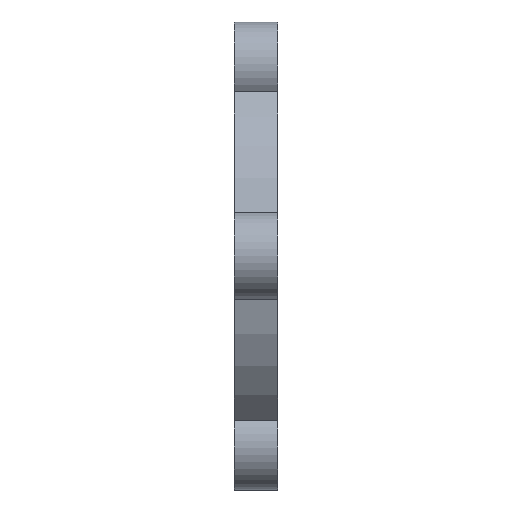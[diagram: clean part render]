
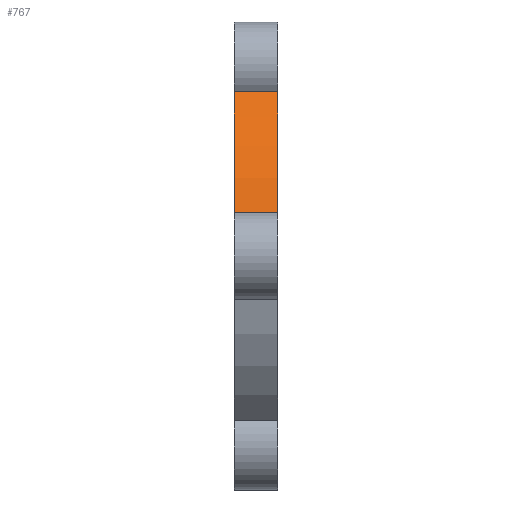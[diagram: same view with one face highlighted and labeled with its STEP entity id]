
A CAD part, left-side view. The second image highlights one B-rep face of the part: STEP entity #767.
In plain terms, the highlighted cylindrical face has radius 50 mm (diameter 100 mm), a partial arc.
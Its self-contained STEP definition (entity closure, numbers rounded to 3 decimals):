
#47=LINE('',#1709,#83);
#48=LINE('',#1713,#84);
#83=VECTOR('',#1120,10.);
#84=VECTOR('',#1125,10.);
#116=CYLINDRICAL_SURFACE('',#884,50.);
#151=CIRCLE('',#796,50.);
#207=CIRCLE('',#885,50.);
#256=FACE_OUTER_BOUND('',#312,.T.);
#312=EDGE_LOOP('',(#673,#674,#675,#676));
#341=VERTEX_POINT('',#1534);
#342=VERTEX_POINT('',#1536);
#397=VERTEX_POINT('',#1707);
#398=VERTEX_POINT('',#1711);
#414=EDGE_CURVE('',#341,#342,#151,.T.);
#499=EDGE_CURVE('',#397,#342,#47,.T.);
#500=EDGE_CURVE('',#398,#397,#207,.T.);
#501=EDGE_CURVE('',#398,#341,#48,.T.);
#673=ORIENTED_EDGE('',*,*,#500,.T.);
#674=ORIENTED_EDGE('',*,*,#499,.T.);
#675=ORIENTED_EDGE('',*,*,#414,.F.);
#676=ORIENTED_EDGE('',*,*,#501,.F.);
#767=ADVANCED_FACE('',(#256),#116,.T.);
#796=AXIS2_PLACEMENT_3D('',#1537,#915,#916);
#884=AXIS2_PLACEMENT_3D('',#1710,#1121,#1122);
#885=AXIS2_PLACEMENT_3D('',#1712,#1123,#1124);
#915=DIRECTION('center_axis',(0.,1.,0.));
#916=DIRECTION('ref_axis',(-0.98,0.,0.199));
#1120=DIRECTION('',(0.,1.,0.));
#1121=DIRECTION('center_axis',(0.,1.,0.));
#1122=DIRECTION('ref_axis',(-0.98,0.,0.199));
#1123=DIRECTION('center_axis',(0.,1.,0.));
#1124=DIRECTION('ref_axis',(-0.98,0.,0.199));
#1125=DIRECTION('',(0.,1.,0.));
#1534=CARTESIAN_POINT('',(-49.,10.,9.95));
#1536=CARTESIAN_POINT('',(-33.117,10.,37.46));
#1537=CARTESIAN_POINT('Origin',(0.,10.,0.));
#1707=CARTESIAN_POINT('',(-33.117,0.,37.46));
#1709=CARTESIAN_POINT('',(-33.117,0.,37.46));
#1710=CARTESIAN_POINT('Origin',(0.,0.,0.));
#1711=CARTESIAN_POINT('',(-49.,0.,9.95));
#1712=CARTESIAN_POINT('Origin',(0.,0.,0.));
#1713=CARTESIAN_POINT('',(-49.,0.,9.95));
